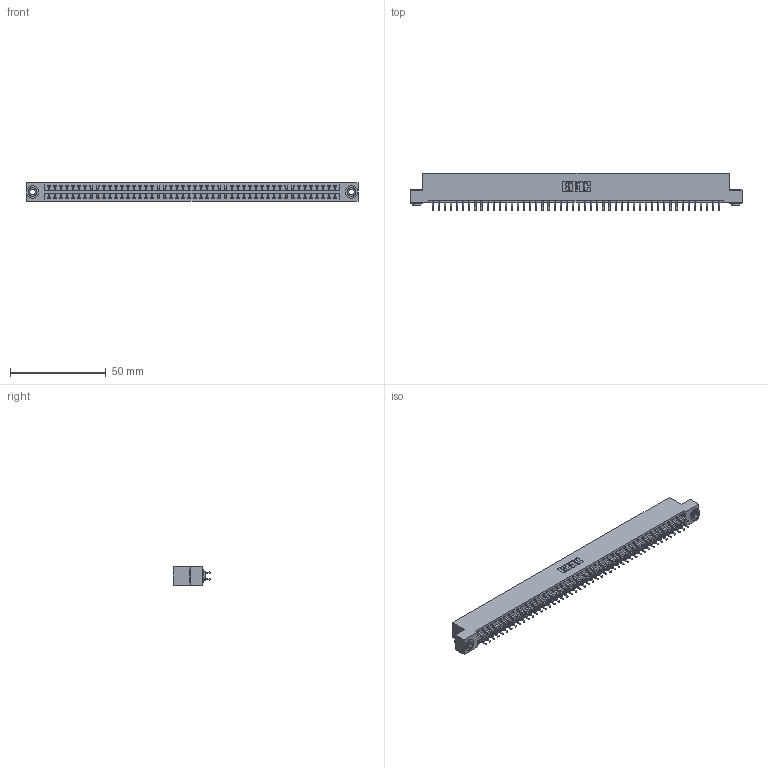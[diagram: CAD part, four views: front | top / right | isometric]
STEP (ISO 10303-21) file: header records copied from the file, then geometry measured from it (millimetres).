
FILE_DESCRIPTION (( 'STEP AP203' ), '1' );
FILE_NAME ('346-096-556-203.STEP', '2022-05-26T16:50:20', ( '' ), ( '' ), 'SwSTEP 2.0', 'SolidWorks 2020', '' );
FILE_SCHEMA (( 'CONFIG_CONTROL_DESIGN' ));
Length unit declared in the file: inch
Products named in the file (4): 346 Part_Flush Mounting Lugs - 0.156 Dia-TH; 346-096-556-203; 345-250-002_345-250-002-102; 345-292-001_556 Tail
Assembly tree (99 placements, depth 2):
  346-096-556-203
    346 Part_Flush Mounting Lugs - 0.156 Dia-TH
    345-292-001_556 Tail  x96
    345-250-002_345-250-002-102  x2
Bounding box: 172.97 x 19.57 x 9.4 mm (x, y, z)
Volume: 16911.2 mm3; surface area: 23499.4 mm2
Topology: 99 solids, 99 shells, 5742 faces, 17049 edges, 11234 vertices
Faces by surface type: plane 3844, cylinder 1890, cone 8
Entity records: 31804 total; most frequent: CARTESIAN_POINT 5229, ORIENTED_EDGE 5142, DIRECTION 4677, EDGE_CURVE 2571, VECTOR 2215, LINE 2215, VERTEX_POINT 1710, AXIS2_PLACEMENT_3D 1231
